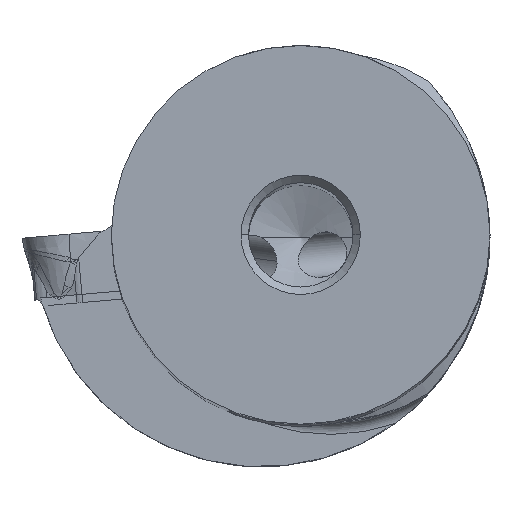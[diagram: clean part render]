
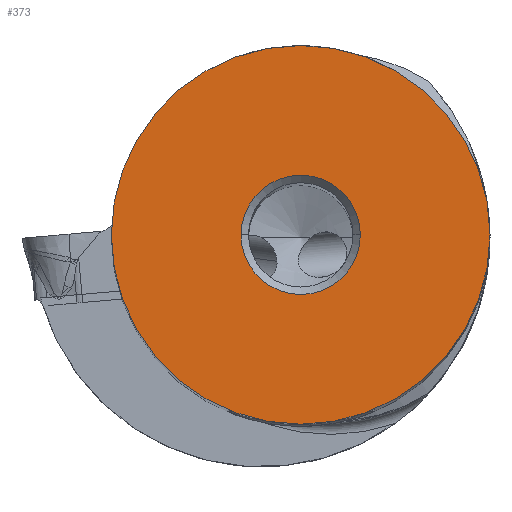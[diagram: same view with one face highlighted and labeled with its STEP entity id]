
A CAD part, top view. The second image highlights one B-rep face of the part: STEP entity #373.
In plain terms, the highlighted planar face has unit normal (0, 0, 1).
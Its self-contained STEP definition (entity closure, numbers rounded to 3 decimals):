
#43=FACE_BOUND('',#809,.T.);
#44=FACE_BOUND('',#810,.T.);
#114=PLANE('',#4036);
#373=ADVANCED_FACE('',(#43,#44),#114,.T.);
#809=EDGE_LOOP('',(#1689,#1690));
#810=EDGE_LOOP('',(#1691,#1692));
#1689=ORIENTED_EDGE('',*,*,#2822,.T.);
#1690=ORIENTED_EDGE('',*,*,#2816,.T.);
#1691=ORIENTED_EDGE('',*,*,#2827,.T.);
#1692=ORIENTED_EDGE('',*,*,#2828,.T.);
#2298=VERTEX_POINT('',#11738);
#2299=VERTEX_POINT('',#11740);
#2308=VERTEX_POINT('',#11762);
#2309=VERTEX_POINT('',#11763);
#2816=EDGE_CURVE('',#2299,#2298,#3346,.T.);
#2822=EDGE_CURVE('',#2298,#2299,#3347,.T.);
#2827=EDGE_CURVE('',#2308,#2309,#3348,.T.);
#2828=EDGE_CURVE('',#2309,#2308,#3349,.T.);
#3346=CIRCLE('',#4026,12.7);
#3347=CIRCLE('',#4030,12.7);
#3348=CIRCLE('',#4034,4.);
#3349=CIRCLE('',#4035,4.);
#4026=AXIS2_PLACEMENT_3D('',#11739,#4590,#4591);
#4030=AXIS2_PLACEMENT_3D('',#11751,#4601,#4602);
#4034=AXIS2_PLACEMENT_3D('',#11761,#4611,#4612);
#4035=AXIS2_PLACEMENT_3D('',#11764,#4613,#4614);
#4036=AXIS2_PLACEMENT_3D('',#11765,#4615,#4616);
#4590=DIRECTION('',(0.,0.,1.));
#4591=DIRECTION('',(-1.,0.,0.));
#4601=DIRECTION('',(0.,0.,1.));
#4602=DIRECTION('',(1.,0.,0.));
#4611=DIRECTION('',(0.,0.,-1.));
#4612=DIRECTION('',(1.,0.,0.));
#4613=DIRECTION('',(0.,0.,-1.));
#4614=DIRECTION('',(-1.,0.,0.));
#4615=DIRECTION('',(0.,0.,1.));
#4616=DIRECTION('',(-1.,0.,0.));
#11738=CARTESIAN_POINT('',(12.7,0.,0.));
#11739=CARTESIAN_POINT('',(0.,0.,0.));
#11740=CARTESIAN_POINT('',(-12.7,0.,0.));
#11751=CARTESIAN_POINT('',(0.,0.,0.));
#11761=CARTESIAN_POINT('',(0.,0.,0.));
#11762=CARTESIAN_POINT('',(4.,0.,0.));
#11763=CARTESIAN_POINT('',(-4.,0.,0.));
#11764=CARTESIAN_POINT('',(0.,0.,0.));
#11765=CARTESIAN_POINT('',(0.,0.,0.));
